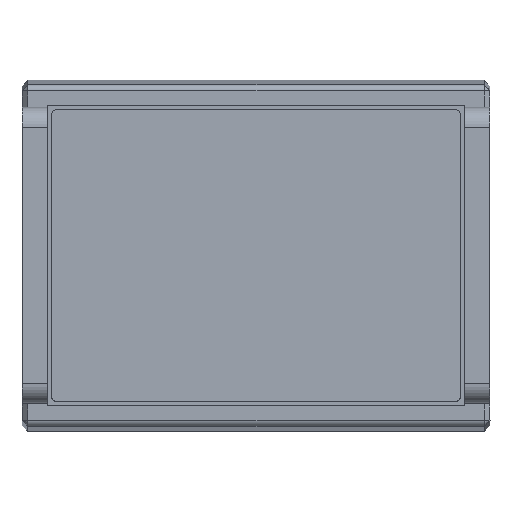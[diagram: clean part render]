
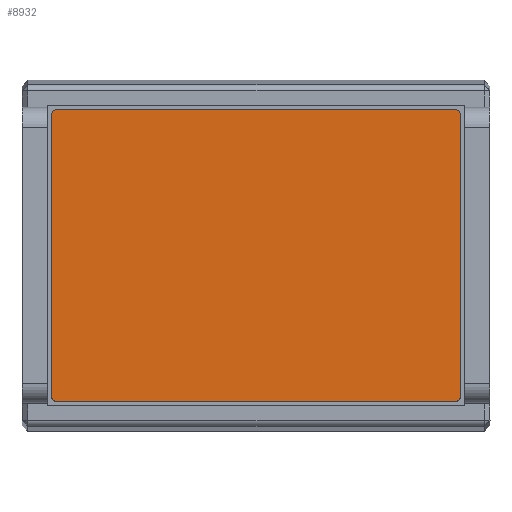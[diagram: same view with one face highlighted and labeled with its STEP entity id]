
A CAD part, top view. The second image highlights one B-rep face of the part: STEP entity #8932.
In plain terms, the highlighted planar face has unit normal (0, 0, 1).
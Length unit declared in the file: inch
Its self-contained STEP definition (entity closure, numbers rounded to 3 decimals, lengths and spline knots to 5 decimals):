
#914 = VERTEX_POINT ( 'NONE', #13999 ) ;
#1166 = DIRECTION ( 'NONE',  ( -1., 0., 0. ) ) ;
#1185 = AXIS2_PLACEMENT_3D ( 'NONE', #7363, #7230, #1166 ) ;
#1733 = CARTESIAN_POINT ( 'NONE',  ( 0.40157, -0.29528, 0.37402 ) ) ;
#2054 = VERTEX_POINT ( 'NONE', #6034 ) ;
#2133 = VERTEX_POINT ( 'NONE', #4369 ) ;
#2916 = DIRECTION ( 'NONE',  ( 0., 1., 0. ) ) ;
#2921 = DIRECTION ( 'NONE',  ( -1., 0., 0. ) ) ;
#3077 = EDGE_LOOP ( 'NONE', ( #26765, #6636, #6997, #21470, #6616, #15228, #21644, #23824 ) ) ;
#3152 = VECTOR ( 'NONE', #2916, 39.37008 ) ;
#3185 = DIRECTION ( 'NONE',  ( 0., 0., -1. ) ) ;
#3227 = CARTESIAN_POINT ( 'NONE',  ( -0.41339, 0.28346, 0.37402 ) ) ;
#3317 = DIRECTION ( 'NONE',  ( -1., 0., 0. ) ) ;
#3530 = VERTEX_POINT ( 'NONE', #6587 ) ;
#4369 = CARTESIAN_POINT ( 'NONE',  ( 0.41339, 0.28346, 0.37402 ) ) ;
#4453 = VERTEX_POINT ( 'NONE', #10348 ) ;
#5297 = FACE_OUTER_BOUND ( 'NONE', #3077, .T. ) ;
#5796 = EDGE_CURVE ( 'NONE', #914, #2133, #7475, .T. ) ;
#6034 = CARTESIAN_POINT ( 'NONE',  ( -0.40157, 0.29528, 0.37402 ) ) ;
#6242 = CIRCLE ( 'NONE', #23379, 0.01181 ) ;
#6587 = CARTESIAN_POINT ( 'NONE',  ( 0.41339, -0.28346, 0.37402 ) ) ;
#6616 = ORIENTED_EDGE ( 'NONE', *, *, #18801, .T. ) ;
#6636 = ORIENTED_EDGE ( 'NONE', *, *, #16826, .F. ) ;
#6638 = VECTOR ( 'NONE', #19424, 39.37008 ) ;
#6886 = DIRECTION ( 'NONE',  ( 0., 0., -1. ) ) ;
#6997 = ORIENTED_EDGE ( 'NONE', *, *, #17840, .T. ) ;
#7032 = DIRECTION ( 'NONE',  ( -1., 0., 0. ) ) ;
#7196 = CARTESIAN_POINT ( 'NONE',  ( 0.40157, -0.28346, 0.37402 ) ) ;
#7230 = DIRECTION ( 'NONE',  ( 0., 0., -1. ) ) ;
#7363 = CARTESIAN_POINT ( 'NONE',  ( -0.40157, 0.28346, 0.37402 ) ) ;
#7475 = CIRCLE ( 'NONE', #10102, 0.01181 ) ;
#8224 = VECTOR ( 'NONE', #20015, 39.37008 ) ;
#8932 = ADVANCED_FACE ( 'NONE', ( #5297 ), #22478, .F. ) ;
#8952 = EDGE_CURVE ( 'NONE', #26352, #4453, #22348, .T. ) ;
#9282 = EDGE_CURVE ( 'NONE', #3530, #22934, #24473, .T. ) ;
#9560 = DIRECTION ( 'NONE',  ( -1., 0., 0. ) ) ;
#10102 = AXIS2_PLACEMENT_3D ( 'NONE', #25740, #6886, #7032 ) ;
#10348 = CARTESIAN_POINT ( 'NONE',  ( -0.41339, -0.28346, 0.37402 ) ) ;
#10803 = LINE ( 'NONE', #25940, #14065 ) ;
#10940 = DIRECTION ( 'NONE',  ( 1., 0., 0. ) ) ;
#11314 = AXIS2_PLACEMENT_3D ( 'NONE', #7196, #26677, #2921 ) ;
#11617 = CARTESIAN_POINT ( 'NONE',  ( -0.40157, -0.28346, 0.37402 ) ) ;
#11641 = CIRCLE ( 'NONE', #16091, 0.01181 ) ;
#13436 = CARTESIAN_POINT ( 'NONE',  ( -0.40157, -0.29528, 0.37402 ) ) ;
#13999 = CARTESIAN_POINT ( 'NONE',  ( 0.40157, 0.29528, 0.37402 ) ) ;
#14065 = VECTOR ( 'NONE', #10940, 39.37008 ) ;
#15228 = ORIENTED_EDGE ( 'NONE', *, *, #5796, .F. ) ;
#15740 = DIRECTION ( 'NONE',  ( 0., 0., -1. ) ) ;
#16091 = AXIS2_PLACEMENT_3D ( 'NONE', #19837, #3185, #3317 ) ;
#16826 = EDGE_CURVE ( 'NONE', #17525, #4453, #6242, .T. ) ;
#17525 = VERTEX_POINT ( 'NONE', #13436 ) ;
#17779 = LINE ( 'NONE', #17909, #3152 ) ;
#17840 = EDGE_CURVE ( 'NONE', #17525, #22934, #10803, .T. ) ;
#17909 = CARTESIAN_POINT ( 'NONE',  ( 0.41339, 0.28346, 0.37402 ) ) ;
#18740 = EDGE_CURVE ( 'NONE', #914, #2054, #22913, .T. ) ;
#18801 = EDGE_CURVE ( 'NONE', #3530, #2133, #17779, .T. ) ;
#19054 = CARTESIAN_POINT ( 'NONE',  ( -0.41339, 0.28346, 0.37402 ) ) ;
#19424 = DIRECTION ( 'NONE',  ( -1., 0., 0. ) ) ;
#19563 = CARTESIAN_POINT ( 'NONE',  ( -0.40157, 0.29528, 0.37402 ) ) ;
#19837 = CARTESIAN_POINT ( 'NONE',  ( -0.40157, 0.28346, 0.37402 ) ) ;
#20015 = DIRECTION ( 'NONE',  ( 0., -1., 0. ) ) ;
#21470 = ORIENTED_EDGE ( 'NONE', *, *, #9282, .F. ) ;
#21495 = EDGE_CURVE ( 'NONE', #26352, #2054, #11641, .T. ) ;
#21644 = ORIENTED_EDGE ( 'NONE', *, *, #18740, .T. ) ;
#22348 = LINE ( 'NONE', #3227, #8224 ) ;
#22478 = PLANE ( 'NONE',  #1185 ) ;
#22913 = LINE ( 'NONE', #19563, #6638 ) ;
#22934 = VERTEX_POINT ( 'NONE', #1733 ) ;
#23379 = AXIS2_PLACEMENT_3D ( 'NONE', #11617, #15740, #9560 ) ;
#23824 = ORIENTED_EDGE ( 'NONE', *, *, #21495, .F. ) ;
#24473 = CIRCLE ( 'NONE', #11314, 0.01181 ) ;
#25740 = CARTESIAN_POINT ( 'NONE',  ( 0.40157, 0.28346, 0.37402 ) ) ;
#25940 = CARTESIAN_POINT ( 'NONE',  ( -0.40157, -0.29528, 0.37402 ) ) ;
#26352 = VERTEX_POINT ( 'NONE', #19054 ) ;
#26677 = DIRECTION ( 'NONE',  ( 0., 0., -1. ) ) ;
#26765 = ORIENTED_EDGE ( 'NONE', *, *, #8952, .T. ) ;
